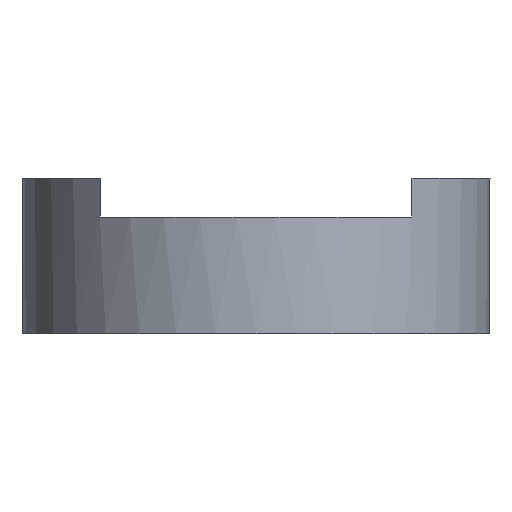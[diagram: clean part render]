
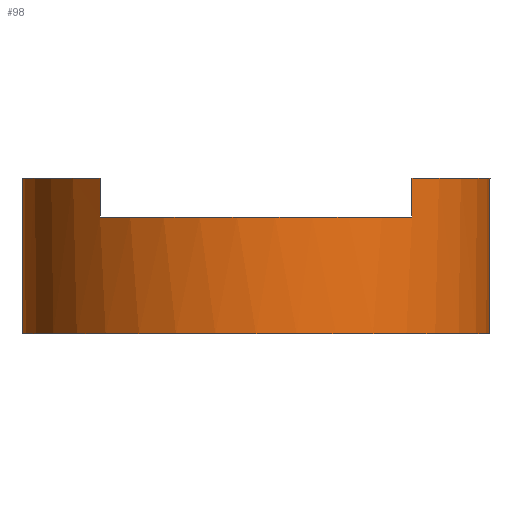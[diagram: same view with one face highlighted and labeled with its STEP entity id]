
A CAD part, front view. The second image highlights one B-rep face of the part: STEP entity #98.
In plain terms, the highlighted cylindrical face has radius 6 mm (diameter 12 mm), a partial arc.
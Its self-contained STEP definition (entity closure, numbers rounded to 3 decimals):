
#98=ADVANCED_FACE('',(#308),#310,.T.);
#308=FACE_BOUND('',#309,.T.);
#309=EDGE_LOOP('',(#477,#478,#479,#480,#481,#482,#483,#484));
#310=CYLINDRICAL_SURFACE('',#311,6.);
#311=AXIS2_PLACEMENT_3D('',#312,#313,#314);
#312=CARTESIAN_POINT('',(6.,-10.,-24.));
#313=DIRECTION('',(0.,0.,-1.));
#314=DIRECTION('',(0.,-1.,0.));
#477=ORIENTED_EDGE('',*,*,#559,.F.);
#478=ORIENTED_EDGE('',*,*,#535,.T.);
#479=ORIENTED_EDGE('',*,*,#560,.F.);
#480=ORIENTED_EDGE('',*,*,#561,.T.);
#481=ORIENTED_EDGE('',*,*,#549,.T.);
#482=ORIENTED_EDGE('',*,*,#524,.T.);
#483=ORIENTED_EDGE('',*,*,#557,.T.);
#484=ORIENTED_EDGE('',*,*,#562,.T.);
#524=EDGE_CURVE('',#565,#570,#572,.F.);
#535=EDGE_CURVE('',#593,#594,#595,.F.);
#549=EDGE_CURVE('',#621,#565,#622,.F.);
#557=EDGE_CURVE('',#570,#634,#635,.F.);
#559=EDGE_CURVE('',#593,#637,#638,.T.);
#560=EDGE_CURVE('',#639,#594,#640,.T.);
#561=EDGE_CURVE('',#639,#621,#641,.F.);
#562=EDGE_CURVE('',#634,#637,#642,.F.);
#565=VERTEX_POINT('',#645);
#570=VERTEX_POINT('',#655);
#572=CIRCLE('',#659,6.);
#593=VERTEX_POINT('',#713);
#594=VERTEX_POINT('',#714);
#595=CIRCLE('',#715,6.);
#621=VERTEX_POINT('',#781);
#622=LINE('',#782,#783);
#634=VERTEX_POINT('',#812);
#635=LINE('',#813,#814);
#637=VERTEX_POINT('',#819);
#638=LINE('',#820,#821);
#639=VERTEX_POINT('',#823);
#640=LINE('',#824,#825);
#641=CIRCLE('',#827,6.);
#642=CIRCLE('',#831,6.);
#645=CARTESIAN_POINT('',(10.,-14.472,3.));
#655=CARTESIAN_POINT('',(2.,-14.472,3.));
#659=AXIS2_PLACEMENT_3D('',#660,#661,#662);
#660=CARTESIAN_POINT('',(6.,-10.,3.));
#661=DIRECTION('',(0.,0.,1.));
#662=DIRECTION('',(-0.667,-0.745,0.));
#713=CARTESIAN_POINT('',(0.,-10.,0.));
#714=CARTESIAN_POINT('',(12.,-10.,0.));
#715=AXIS2_PLACEMENT_3D('',#716,#717,#718);
#716=CARTESIAN_POINT('',(6.,-10.,0.));
#717=DIRECTION('',(0.,0.,-1.));
#718=DIRECTION('',(1.,0.,0.));
#781=CARTESIAN_POINT('',(10.,-14.472,4.));
#782=CARTESIAN_POINT('',(10.,-14.472,3.));
#783=VECTOR('',#784,1.);
#784=DIRECTION('',(0.,0.,1.));
#812=CARTESIAN_POINT('',(2.,-14.472,4.));
#813=CARTESIAN_POINT('',(2.,-14.472,4.));
#814=VECTOR('',#815,1.);
#815=DIRECTION('',(0.,0.,-1.));
#819=CARTESIAN_POINT('',(0.,-10.,4.));
#820=CARTESIAN_POINT('',(0.,-10.,0.));
#821=VECTOR('',#822,1.);
#822=DIRECTION('',(0.,0.,1.));
#823=CARTESIAN_POINT('',(12.,-10.,4.));
#824=CARTESIAN_POINT('',(12.,-10.,4.));
#825=VECTOR('',#826,1.);
#826=DIRECTION('',(0.,0.,-1.));
#827=AXIS2_PLACEMENT_3D('',#828,#829,#830);
#828=CARTESIAN_POINT('',(6.,-10.,4.));
#829=DIRECTION('',(0.,0.,1.));
#830=DIRECTION('',(0.667,-0.745,0.));
#831=AXIS2_PLACEMENT_3D('',#832,#833,#834);
#832=CARTESIAN_POINT('',(6.,-10.,4.));
#833=DIRECTION('',(0.,0.,1.));
#834=DIRECTION('',(-1.,0.,0.));
